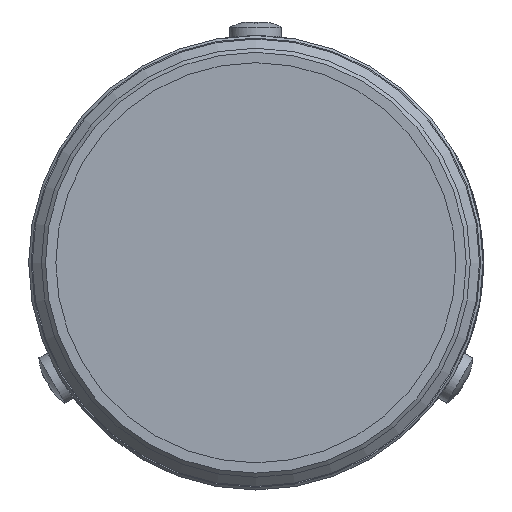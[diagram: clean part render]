
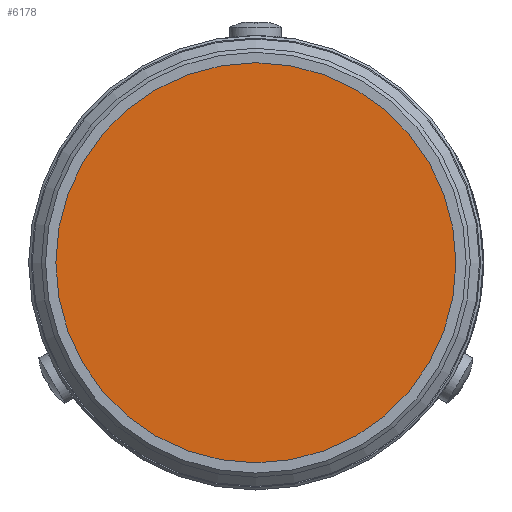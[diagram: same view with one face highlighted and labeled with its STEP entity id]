
A CAD part, front view. The second image highlights one B-rep face of the part: STEP entity #6178.
In plain terms, the highlighted planar face has unit normal (0, -1, 0).
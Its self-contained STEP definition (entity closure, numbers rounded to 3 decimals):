
#1480=PLANE('',#6657);
#1886=FACE_OUTER_BOUND('',#2283,.T.);
#2283=EDGE_LOOP('',(#5700));
#2452=CIRCLE('',#6656,39.264);
#3062=VERTEX_POINT('',#14315);
#3957=EDGE_CURVE('',#3062,#3062,#2452,.T.);
#5700=ORIENTED_EDGE('',*,*,#3957,.T.);
#6178=ADVANCED_FACE('',(#1886),#1480,.T.);
#6656=AXIS2_PLACEMENT_3D('',#14316,#8032,#8033);
#6657=AXIS2_PLACEMENT_3D('',#14317,#8034,#8035);
#8032=DIRECTION('center_axis',(0.,-1.,0.));
#8033=DIRECTION('ref_axis',(1.,0.,0.));
#8034=DIRECTION('center_axis',(0.,-1.,0.));
#8035=DIRECTION('ref_axis',(0.,0.,-1.));
#14315=CARTESIAN_POINT('',(39.264,95.3,0.));
#14316=CARTESIAN_POINT('Origin',(0.,95.3,0.));
#14317=CARTESIAN_POINT('Origin',(0.,95.3,0.));
